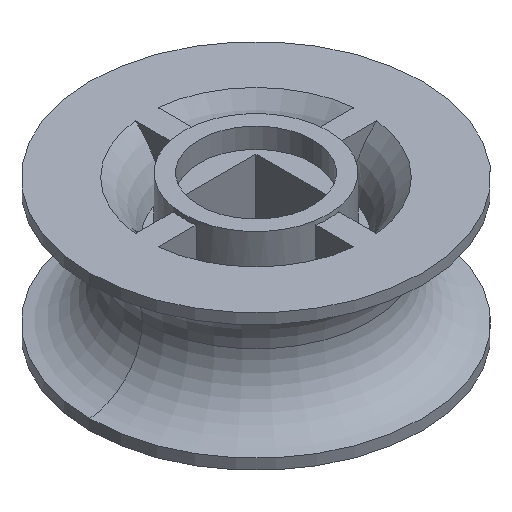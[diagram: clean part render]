
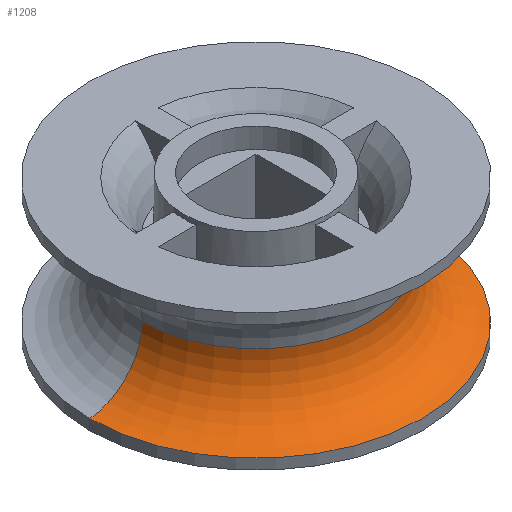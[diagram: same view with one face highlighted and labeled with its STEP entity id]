
A CAD part, isometric view. The second image highlights one B-rep face of the part: STEP entity #1208.
In plain terms, the highlighted toroidal (fillet/blend) face has major radius 7.55 mm and minor radius 2.55 mm.
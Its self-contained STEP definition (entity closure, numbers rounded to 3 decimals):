
#15 = FACE_OUTER_BOUND ( 'NONE', #1330, .T. ) ;
#21 = TOROIDAL_SURFACE ( 'NONE', #1158, 7.55, 2.55 ) ;
#82 = CIRCLE ( 'NONE', #1504, 7.3 ) ;
#88 = CIRCLE ( 'NONE', #1482, 5. ) ;
#135 = CIRCLE ( 'NONE', #1447, 2.55 ) ;
#146 = CIRCLE ( 'NONE', #1329, 2.55 ) ;
#410 = ORIENTED_EDGE ( 'NONE', *, *, #597, .F. ) ;
#597 = EDGE_CURVE ( 'NONE', #747, #1214, #146, .T. ) ;
#643 = VERTEX_POINT ( 'NONE', #1878 ) ;
#696 = EDGE_CURVE ( 'NONE', #643, #1237, #135, .T. ) ;
#747 = VERTEX_POINT ( 'NONE', #1814 ) ;
#852 = EDGE_CURVE ( 'NONE', #643, #747, #88, .T. ) ;
#863 = EDGE_CURVE ( 'NONE', #1237, #1214, #82, .T. ) ;
#881 = ORIENTED_EDGE ( 'NONE', *, *, #863, .T. ) ;
#921 = ORIENTED_EDGE ( 'NONE', *, *, #696, .T. ) ;
#1158 = AXIS2_PLACEMENT_3D ( 'NONE', #1523, #1531, #1510 ) ;
#1208 = ADVANCED_FACE ( 'NONE', ( #15 ), #21, .F. ) ;
#1214 = VERTEX_POINT ( 'NONE', #1507 ) ;
#1237 = VERTEX_POINT ( 'NONE', #1515 ) ;
#1329 = AXIS2_PLACEMENT_3D ( 'NONE', #1897, #1887, #1885 ) ;
#1330 = EDGE_LOOP ( 'NONE', ( #1363, #921, #881, #410 ) ) ;
#1363 = ORIENTED_EDGE ( 'NONE', *, *, #852, .F. ) ;
#1447 = AXIS2_PLACEMENT_3D ( 'NONE', #1839, #1837, #1836 ) ;
#1482 = AXIS2_PLACEMENT_3D ( 'NONE', #1751, #1749, #1748 ) ;
#1504 = AXIS2_PLACEMENT_3D ( 'NONE', #1744, #1742, #1739 ) ;
#1507 = CARTESIAN_POINT ( 'NONE',  ( 7.3, 0., -2.538 ) ) ;
#1510 = DIRECTION ( 'NONE',  ( 1., 0., 0. ) ) ;
#1515 = CARTESIAN_POINT ( 'NONE',  ( -7.3, 0., -2.538 ) ) ;
#1523 = CARTESIAN_POINT ( 'NONE',  ( 0., 0., 0. ) ) ;
#1531 = DIRECTION ( 'NONE',  ( 0., 0., 1. ) ) ;
#1739 = DIRECTION ( 'NONE',  ( 1., 0., 0. ) ) ;
#1742 = DIRECTION ( 'NONE',  ( 0., 0., 1. ) ) ;
#1744 = CARTESIAN_POINT ( 'NONE',  ( 0., 0., -2.538 ) ) ;
#1748 = DIRECTION ( 'NONE',  ( 1., 0., 0. ) ) ;
#1749 = DIRECTION ( 'NONE',  ( 0., 0., 1. ) ) ;
#1751 = CARTESIAN_POINT ( 'NONE',  ( 0., 0., 0. ) ) ;
#1814 = CARTESIAN_POINT ( 'NONE',  ( 5., 0., 0. ) ) ;
#1836 = DIRECTION ( 'NONE',  ( -1., 0., 0. ) ) ;
#1837 = DIRECTION ( 'NONE',  ( 0., 1., 0. ) ) ;
#1839 = CARTESIAN_POINT ( 'NONE',  ( -7.55, 0., 0. ) ) ;
#1878 = CARTESIAN_POINT ( 'NONE',  ( -5., 0., 0. ) ) ;
#1885 = DIRECTION ( 'NONE',  ( 0., 0., -1. ) ) ;
#1887 = DIRECTION ( 'NONE',  ( 0., -1., 0. ) ) ;
#1897 = CARTESIAN_POINT ( 'NONE',  ( 7.55, 0., 0. ) ) ;
